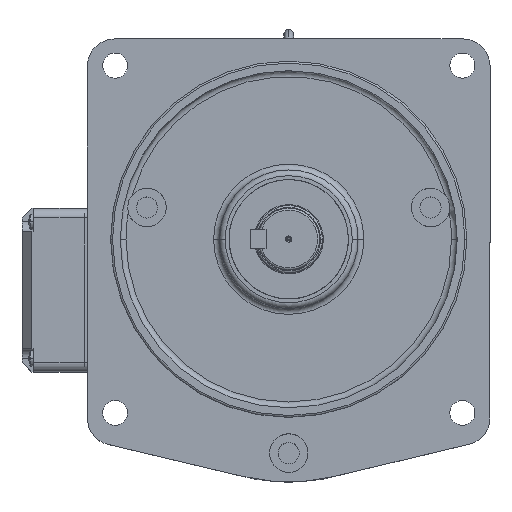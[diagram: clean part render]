
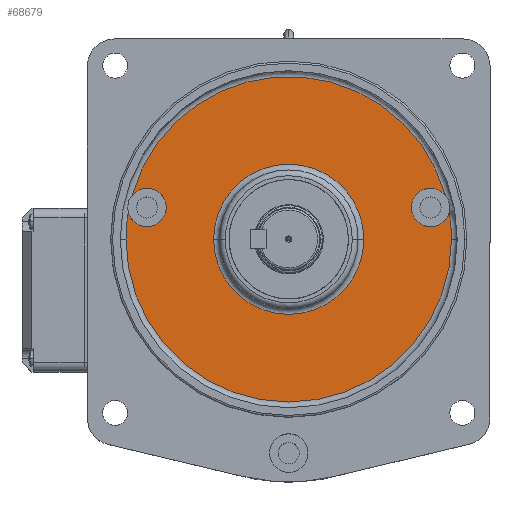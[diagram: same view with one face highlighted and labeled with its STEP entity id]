
A CAD part, top view. The second image highlights one B-rep face of the part: STEP entity #68679.
In plain terms, the highlighted face is planar.
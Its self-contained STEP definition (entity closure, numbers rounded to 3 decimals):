
#32793 = DIRECTION ( 'NONE',  ( -1., 0., 0. ) ) ;
#32794 = DIRECTION ( 'NONE',  ( 0., 0., -1. ) ) ;
#32795 = CARTESIAN_POINT ( 'NONE',  ( 73.612, 42.5, -91. ) ) ;
#32796 = AXIS2_PLACEMENT_3D ( 'NONE', #32795, #32794, #32793 ) ;
#32805 = CARTESIAN_POINT ( 'NONE',  ( -83.317, 40.089, -91. ) ) ;
#32815 = CIRCLE ( 'NONE', #32796, 10. ) ;
#33267 = CARTESIAN_POINT ( 'NONE',  ( -84.5, 26., -91. ) ) ;
#33279 = CARTESIAN_POINT ( 'NONE',  ( 84.5, 26., -91. ) ) ;
#33359 = DIRECTION ( 'NONE',  ( 1., 0., 0. ) ) ;
#33360 = DIRECTION ( 'NONE',  ( 0., 0., 1. ) ) ;
#33364 = AXIS2_PLACEMENT_3D ( 'NONE', #33367, #33360, #33359 ) ;
#33367 = CARTESIAN_POINT ( 'NONE',  ( 0., 26., -91. ) ) ;
#33375 = CIRCLE ( 'NONE', #33364, 39. ) ;
#33403 = CIRCLE ( 'NONE', #33436, 84.5 ) ;
#33415 = CARTESIAN_POINT ( 'NONE',  ( 39., 26., -91. ) ) ;
#33421 = CARTESIAN_POINT ( 'NONE',  ( -39., 26., -91. ) ) ;
#33433 = DIRECTION ( 'NONE',  ( 1., 0., 0. ) ) ;
#33434 = DIRECTION ( 'NONE',  ( 0., 0., 1. ) ) ;
#33435 = CARTESIAN_POINT ( 'NONE',  ( 0., 26., -91. ) ) ;
#33436 = AXIS2_PLACEMENT_3D ( 'NONE', #33435, #33434, #33433 ) ;
#34923 = CIRCLE ( 'NONE', #34981, 84.5 ) ;
#34924 = CARTESIAN_POINT ( 'NONE',  ( -81.359, 48.823, -91. ) ) ;
#34925 = CIRCLE ( 'NONE', #34983, 10. ) ;
#34926 = DIRECTION ( 'NONE',  ( 1., 0., 0. ) ) ;
#34927 = DIRECTION ( 'NONE',  ( 0., 0., 1. ) ) ;
#34928 = AXIS2_PLACEMENT_3D ( 'NONE', #34932, #34927, #34926 ) ;
#34929 = CARTESIAN_POINT ( 'NONE',  ( 0., 110.5, -91. ) ) ;
#34930 = CARTESIAN_POINT ( 'NONE',  ( -73.612, 42.5, -91. ) ) ;
#34932 = CARTESIAN_POINT ( 'NONE',  ( 0., 26., -91. ) ) ;
#34933 = FACE_OUTER_BOUND ( 'NONE', #68703, .T. ) ;
#34934 = PLANE ( 'NONE',  #34940 ) ;
#34940 = AXIS2_PLACEMENT_3D ( 'NONE', #34929, #34954, #34955 ) ;
#34941 = CIRCLE ( 'NONE', #34928, 84.5 ) ;
#34943 = FACE_BOUND ( 'NONE', #68687, .T. ) ;
#34954 = DIRECTION ( 'NONE',  ( 0., 0., -1. ) ) ;
#34955 = DIRECTION ( 'NONE',  ( -1., 0., 0. ) ) ;
#34961 = DIRECTION ( 'NONE',  ( 1., 0., 0. ) ) ;
#34965 = AXIS2_PLACEMENT_3D ( 'NONE', #34973, #34977, #34961 ) ;
#34967 = DIRECTION ( 'NONE',  ( -1., 0., 0. ) ) ;
#34968 = DIRECTION ( 'NONE',  ( 0., 0., -1. ) ) ;
#34969 = CARTESIAN_POINT ( 'NONE',  ( 73.612, 42.5, -91. ) ) ;
#34970 = AXIS2_PLACEMENT_3D ( 'NONE', #34969, #34968, #34967 ) ;
#34971 = CIRCLE ( 'NONE', #34970, 10. ) ;
#34973 = CARTESIAN_POINT ( 'NONE',  ( 0., 26., -91. ) ) ;
#34975 = DIRECTION ( 'NONE',  ( -1., 0., 0. ) ) ;
#34976 = DIRECTION ( 'NONE',  ( 0., 0., -1. ) ) ;
#34977 = DIRECTION ( 'NONE',  ( 0., 0., 1. ) ) ;
#34978 = DIRECTION ( 'NONE',  ( 1., 0., 0. ) ) ;
#34979 = DIRECTION ( 'NONE',  ( 0., 0., 1. ) ) ;
#34980 = CARTESIAN_POINT ( 'NONE',  ( 0., 26., -91. ) ) ;
#34981 = AXIS2_PLACEMENT_3D ( 'NONE', #34980, #34979, #34978 ) ;
#34983 = AXIS2_PLACEMENT_3D ( 'NONE', #34930, #34976, #34975 ) ;
#34984 = CIRCLE ( 'NONE', #34965, 84.5 ) ;
#34985 = CARTESIAN_POINT ( 'NONE',  ( 81.359, 48.823, -91. ) ) ;
#35004 = DIRECTION ( 'NONE',  ( 1., 0., 0. ) ) ;
#35005 = DIRECTION ( 'NONE',  ( 0., 0., 1. ) ) ;
#35007 = CIRCLE ( 'NONE', #35014, 39. ) ;
#35013 = CARTESIAN_POINT ( 'NONE',  ( 0., 26., -91. ) ) ;
#35014 = AXIS2_PLACEMENT_3D ( 'NONE', #35013, #35005, #35004 ) ;
#55299 = CARTESIAN_POINT ( 'NONE',  ( -63.612, 42.5, -91. ) ) ;
#55360 = CARTESIAN_POINT ( 'NONE',  ( 83.317, 40.089, -91. ) ) ;
#55385 = CIRCLE ( 'NONE', #55473, 10. ) ;
#55418 = CARTESIAN_POINT ( 'NONE',  ( 63.612, 42.5, -91. ) ) ;
#55469 = DIRECTION ( 'NONE',  ( -1., 0., 0. ) ) ;
#55470 = DIRECTION ( 'NONE',  ( 0., 0., -1. ) ) ;
#55472 = CARTESIAN_POINT ( 'NONE',  ( -73.612, 42.5, -91. ) ) ;
#55473 = AXIS2_PLACEMENT_3D ( 'NONE', #55472, #55470, #55469 ) ;
#67590 = VERTEX_POINT ( 'NONE', #55299 ) ;
#67599 = VERTEX_POINT ( 'NONE', #55360 ) ;
#67617 = VERTEX_POINT ( 'NONE', #55418 ) ;
#67638 = EDGE_CURVE ( 'NONE', #67590, #67662, #55385, .T. ) ;
#67662 = VERTEX_POINT ( 'NONE', #32805 ) ;
#67665 = EDGE_CURVE ( 'NONE', #67599, #67617, #32815, .T. ) ;
#67859 = VERTEX_POINT ( 'NONE', #33279 ) ;
#67860 = VERTEX_POINT ( 'NONE', #33267 ) ;
#67903 = EDGE_CURVE ( 'NONE', #67912, #67913, #33375, .T. ) ;
#67912 = VERTEX_POINT ( 'NONE', #33421 ) ;
#67913 = VERTEX_POINT ( 'NONE', #33415 ) ;
#67930 = EDGE_CURVE ( 'NONE', #67860, #67859, #33403, .T. ) ;
#68637 = ORIENTED_EDGE ( 'NONE', *, *, #67665, .F. ) ;
#68638 = ORIENTED_EDGE ( 'NONE', *, *, #68689, .F. ) ;
#68675 = ORIENTED_EDGE ( 'NONE', *, *, #67903, .T. ) ;
#68677 = EDGE_CURVE ( 'NONE', #67859, #67599, #34941, .T. ) ;
#68678 = ORIENTED_EDGE ( 'NONE', *, *, #68677, .F. ) ;
#68679 = ADVANCED_FACE ( 'NONE', ( #34933, #34943 ), #34934, .T. ) ;
#68680 = EDGE_CURVE ( 'NONE', #67662, #67860, #34923, .T. ) ;
#68681 = EDGE_CURVE ( 'NONE', #68684, #67590, #34925, .T. ) ;
#68682 = ORIENTED_EDGE ( 'NONE', *, *, #68680, .F. ) ;
#68683 = ORIENTED_EDGE ( 'NONE', *, *, #67930, .F. ) ;
#68684 = VERTEX_POINT ( 'NONE', #34924 ) ;
#68685 = EDGE_CURVE ( 'NONE', #67617, #68686, #34971, .T. ) ;
#68686 = VERTEX_POINT ( 'NONE', #34985 ) ;
#68687 = EDGE_LOOP ( 'NONE', ( #68702, #68675 ) ) ;
#68688 = ORIENTED_EDGE ( 'NONE', *, *, #68681, .F. ) ;
#68689 = EDGE_CURVE ( 'NONE', #68686, #68684, #34984, .T. ) ;
#68702 = ORIENTED_EDGE ( 'NONE', *, *, #68709, .T. ) ;
#68703 = EDGE_LOOP ( 'NONE', ( #68637, #68678, #68683, #68682, #68711, #68688, #68638, #68754 ) ) ;
#68709 = EDGE_CURVE ( 'NONE', #67913, #67912, #35007, .T. ) ;
#68711 = ORIENTED_EDGE ( 'NONE', *, *, #67638, .F. ) ;
#68754 = ORIENTED_EDGE ( 'NONE', *, *, #68685, .F. ) ;
